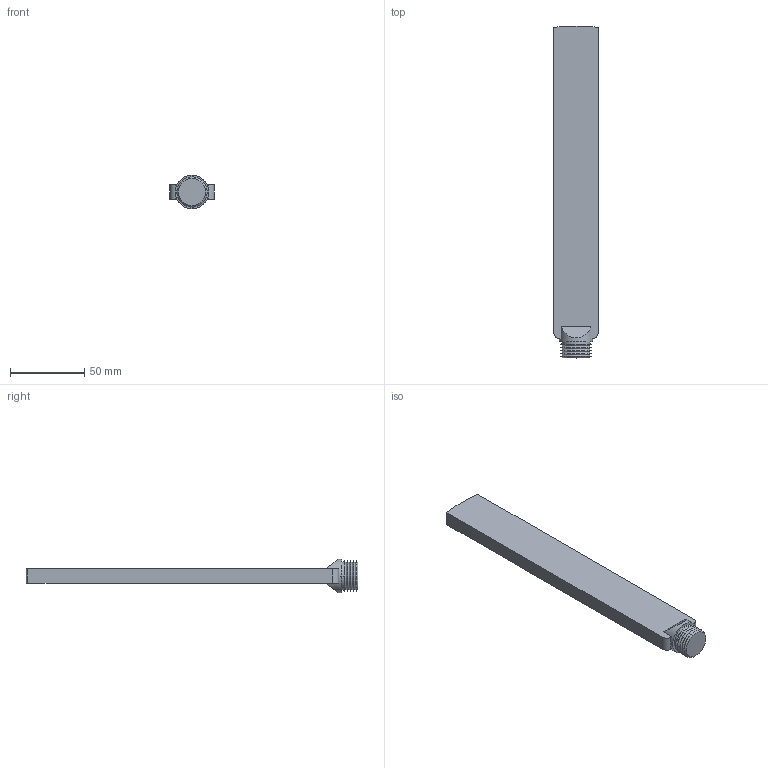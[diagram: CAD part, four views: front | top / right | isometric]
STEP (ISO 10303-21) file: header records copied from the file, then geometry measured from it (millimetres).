
FILE_DESCRIPTION((''),'2;1');
FILE_NAME('ZDOC117CR','2021-05-05T08:52:00',('ut3'),('PAFFONI SpA'),'CREO PARAMETRIC BY PTC INC, 2020044','CREO PARAMETRIC BY PTC INC, 2020044','');
FILE_SCHEMA(('CONFIG_CONTROL_DESIGN','SHAPE_APPEARANCE_LAYERS_GROUPS'));
Length unit declared in the file: millimetre
Products named in the file (1): ZDOC117CR
Bounding box: 30 x 223.89 x 22.5 mm (x, y, z)
Surface area: 22642.3 mm2 (no closed solid volume)
Topology: 0 solids, 1 shells, 284 faces, 817 edges, 540 vertices
Faces by surface type: plane 237, cylinder 29, cone 18
Entity records: 11416 total; most frequent: CARTESIAN_POINT 1686, ORIENTED_EDGE 1596, DIRECTION 1479, EDGE_CURVE 817, VECTOR 711, LINE 711, VERTEX_POINT 540, AXIS2_PLACEMENT_3D 384
